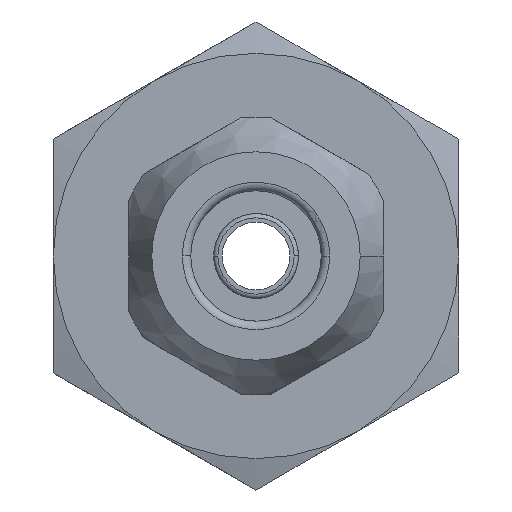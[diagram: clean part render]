
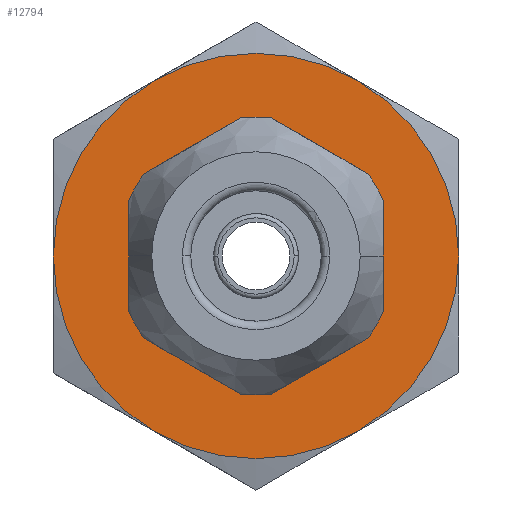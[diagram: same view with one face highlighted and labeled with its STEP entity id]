
A CAD part, front view. The second image highlights one B-rep face of the part: STEP entity #12794.
In plain terms, the highlighted planar face has unit normal (0, -1, 0).
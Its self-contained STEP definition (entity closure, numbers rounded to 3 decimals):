
#63=CARTESIAN_POINT('Vertex',(3.196,-3.06,0.)) ;
#66=CARTESIAN_POINT('Axis2P3D Location',(0.,-3.06,0.)) ;
#70=CARTESIAN_POINT('Vertex',(-3.196,-3.06,0.)) ;
#139=CARTESIAN_POINT('Axis2P3D Location',(0.,-3.06,0.)) ;
#2840=CARTESIAN_POINT('Vertex',(-3.25,-3.06,-5.629)) ;
#3472=CARTESIAN_POINT('Vertex',(-6.5,-3.06,0.)) ;
#3526=CARTESIAN_POINT('Axis2P3D Location',(0.,-3.06,0.)) ;
#3542=CARTESIAN_POINT('Axis2P3D Location',(0.,-3.06,0.)) ;
#3546=CARTESIAN_POINT('Vertex',(3.25,-3.06,-5.629)) ;
#5254=CARTESIAN_POINT('Vertex',(-3.25,-3.06,5.629)) ;
#5974=CARTESIAN_POINT('Axis2P3D Location',(0.,-3.06,0.)) ;
#5990=CARTESIAN_POINT('Axis2P3D Location',(0.,-3.06,0.)) ;
#5994=CARTESIAN_POINT('Vertex',(6.5,-3.06,0.)) ;
#6976=CARTESIAN_POINT('Vertex',(3.25,-3.06,5.629)) ;
#7010=CARTESIAN_POINT('Axis2P3D Location',(0.,-3.06,0.)) ;
#8890=CARTESIAN_POINT('Axis2P3D Location',(0.,-3.06,0.)) ;
#12777=CARTESIAN_POINT('Axis2P3D Location',(0.,-3.06,0.)) ;
#67=DIRECTION('Axis2P3D Direction',(0.,1.,-0.)) ;
#140=DIRECTION('Axis2P3D Direction',(0.,1.,-0.)) ;
#3527=DIRECTION('Axis2P3D Direction',(0.,1.,0.)) ;
#3543=DIRECTION('Axis2P3D Direction',(0.,1.,0.)) ;
#5975=DIRECTION('Axis2P3D Direction',(0.,1.,0.)) ;
#5991=DIRECTION('Axis2P3D Direction',(0.,1.,0.)) ;
#7011=DIRECTION('Axis2P3D Direction',(0.,1.,0.)) ;
#8891=DIRECTION('Axis2P3D Direction',(0.,1.,0.)) ;
#12778=DIRECTION('Axis2P3D Direction',(0.,-1.,0.)) ;
#12779=DIRECTION('Axis2P3D XDirection',(1.,0.,0.)) ;
#68=AXIS2_PLACEMENT_3D('Circle Axis2P3D',#66,#67,$) ;
#141=AXIS2_PLACEMENT_3D('Circle Axis2P3D',#139,#140,$) ;
#3528=AXIS2_PLACEMENT_3D('Circle Axis2P3D',#3526,#3527,$) ;
#3544=AXIS2_PLACEMENT_3D('Circle Axis2P3D',#3542,#3543,$) ;
#5976=AXIS2_PLACEMENT_3D('Circle Axis2P3D',#5974,#5975,$) ;
#5992=AXIS2_PLACEMENT_3D('Circle Axis2P3D',#5990,#5991,$) ;
#7012=AXIS2_PLACEMENT_3D('Circle Axis2P3D',#7010,#7011,$) ;
#8892=AXIS2_PLACEMENT_3D('Circle Axis2P3D',#8890,#8891,$) ;
#12780=AXIS2_PLACEMENT_3D('Plane Axis2P3D',#12777,#12778,#12779) ;
#12783=ORIENTED_EDGE('',*,*,#3530,.T.) ;
#12784=ORIENTED_EDGE('',*,*,#3548,.T.) ;
#12785=ORIENTED_EDGE('',*,*,#5996,.T.) ;
#12786=ORIENTED_EDGE('',*,*,#8894,.F.) ;
#12787=ORIENTED_EDGE('',*,*,#7014,.F.) ;
#12788=ORIENTED_EDGE('',*,*,#5978,.F.) ;
#12791=ORIENTED_EDGE('',*,*,#72,.F.) ;
#12792=ORIENTED_EDGE('',*,*,#143,.T.) ;
#12793=FACE_BOUND('',#12790,.T.) ;
#12794=ADVANCED_FACE('BS510-04R18',(#12789,#12793),#12781,.T.) ;
#69=CIRCLE('generated circle',#68,3.196) ;
#142=CIRCLE('generated circle',#141,3.196) ;
#3529=CIRCLE('generated circle',#3528,6.5) ;
#3545=CIRCLE('generated circle',#3544,6.5) ;
#5977=CIRCLE('generated circle',#5976,6.5) ;
#5993=CIRCLE('generated circle',#5992,6.5) ;
#7013=CIRCLE('generated circle',#7012,6.5) ;
#8893=CIRCLE('generated circle',#8892,6.5) ;
#72=EDGE_CURVE('',#64,#71,#69,.F.) ;
#143=EDGE_CURVE('',#64,#71,#142,.T.) ;
#3530=EDGE_CURVE('',#3473,#2841,#3529,.F.) ;
#3548=EDGE_CURVE('',#2841,#3547,#3545,.F.) ;
#5978=EDGE_CURVE('',#3473,#5255,#5977,.T.) ;
#5996=EDGE_CURVE('',#3547,#5995,#5993,.F.) ;
#7014=EDGE_CURVE('',#5255,#6977,#7013,.T.) ;
#8894=EDGE_CURVE('',#6977,#5995,#8893,.T.) ;
#12782=EDGE_LOOP('',(#12783,#12784,#12785,#12786,#12787,#12788)) ;
#12790=EDGE_LOOP('',(#12791,#12792)) ;
#12789=FACE_OUTER_BOUND('',#12782,.T.) ;
#12781=PLANE('',#12780) ;
#64=VERTEX_POINT('',#63) ;
#71=VERTEX_POINT('',#70) ;
#2841=VERTEX_POINT('',#2840) ;
#3473=VERTEX_POINT('',#3472) ;
#3547=VERTEX_POINT('',#3546) ;
#5255=VERTEX_POINT('',#5254) ;
#5995=VERTEX_POINT('',#5994) ;
#6977=VERTEX_POINT('',#6976) ;
